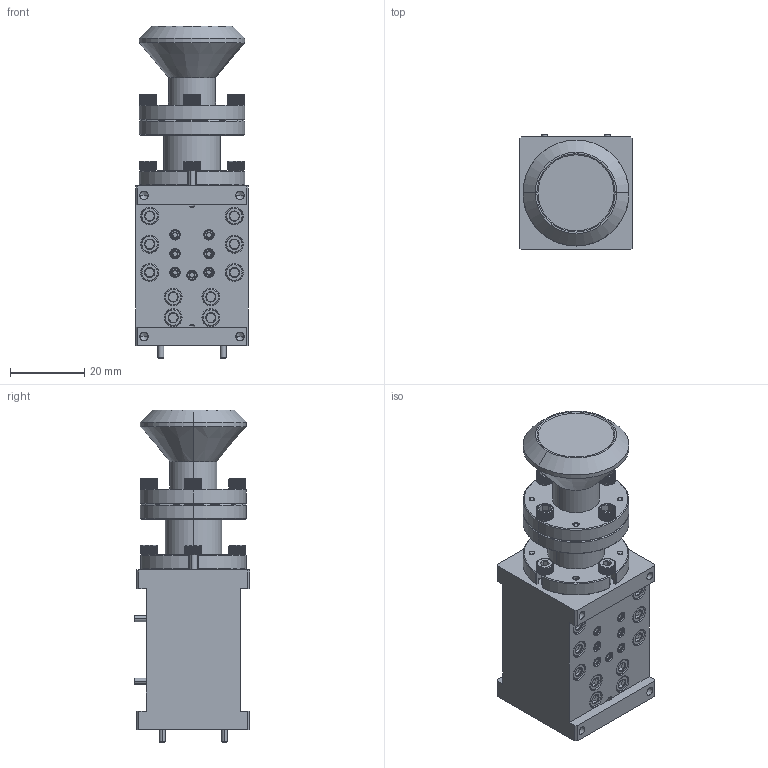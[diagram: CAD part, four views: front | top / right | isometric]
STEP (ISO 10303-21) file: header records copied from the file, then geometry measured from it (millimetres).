
FILE_DESCRIPTION (( 'STEP AP203' ), '1' );
FILE_NAME ('SAF-3335031340-250-S1-224-DP.STEP', '2021-07-16T22:57:18', ( '' ), ( '' ), 'SwSTEP 2.0', 'SolidWorks 2021', '' );
FILE_SCHEMA (( 'CONFIG_CONTROL_DESIGN' ));
Products named in the file (1): SAF-3335031340-250-S1-224-DP
Bounding box: 30.48 x 31.22 x 89.64 mm (x, y, z)
Volume: 49629.2 mm3; surface area: 16296.9 mm2
Topology: 7 solids, 7 shells, 2043 faces, 5386 edges, 3424 vertices
Faces by surface type: plane 1074, cylinder 614, cone 329, torus 16, bspline 10
Entity records: 66578 total; most frequent: CARTESIAN_POINT 18590, ORIENTED_EDGE 10704, DIRECTION 9111, EDGE_CURVE 5352, AXIS2_PLACEMENT_3D 3511, VERTEX_POINT 3424, EDGE_LOOP 2200, VECTOR 2089
